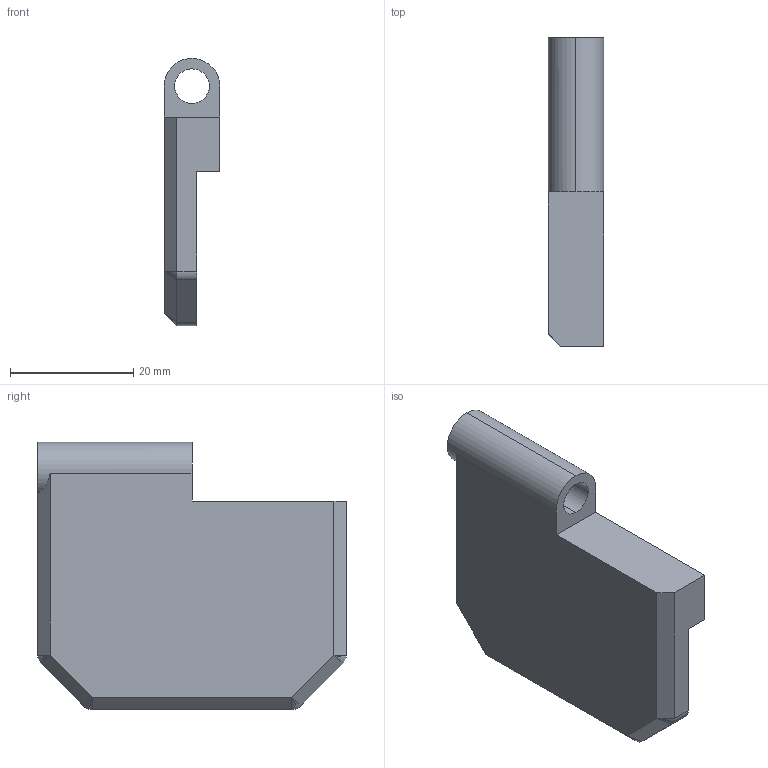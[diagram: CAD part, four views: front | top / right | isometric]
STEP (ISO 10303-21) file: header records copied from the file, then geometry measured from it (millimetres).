
FILE_DESCRIPTION (( 'STEP AP203' ), '1' );
FILE_NAME ('hinge_plate_front_a.STEP', '2019-06-27T19:53:04', ( '' ), ( '' ), 'SwSTEP 2.0', 'SolidWorks 2018', '' );
FILE_SCHEMA (( 'CONFIG_CONTROL_DESIGN' ));
Length unit declared in the file: millimetre
Products named in the file (1): hinge_plate_front_a
Bounding box: 9 x 50 x 43.3 mm (x, y, z)
Volume: 11195.7 mm3; surface area: 5305.5 mm2
Topology: 1 solids, 1 shells, 28 faces, 70 edges, 40 vertices
Faces by surface type: plane 16, cylinder 8, cone 4
Entity records: 871 total; most frequent: DIRECTION 139, CARTESIAN_POINT 138, ORIENTED_EDGE 132, EDGE_CURVE 66, VECTOR 49, LINE 49, AXIS2_PLACEMENT_3D 45, VERTEX_POINT 40
